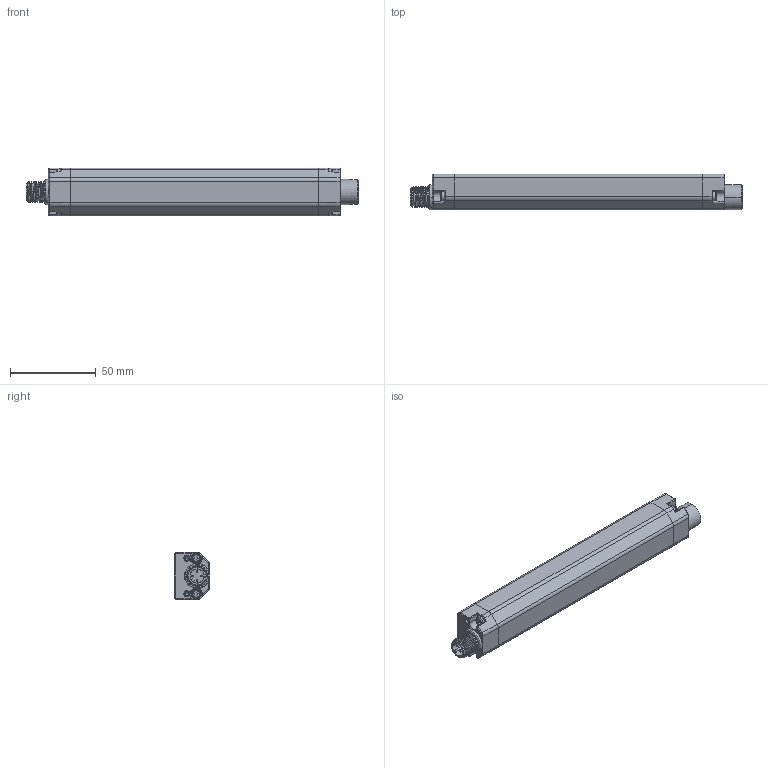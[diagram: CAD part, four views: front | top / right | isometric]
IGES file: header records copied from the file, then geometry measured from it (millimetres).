
Start section:  PTC IGES file: 154516.igs
Global section: file name: 154516.igs; native system: Pro/ENGINEER by Parametric Technology Corporation; preprocessor: 2009141; author: banengservice; organization: Unknown; date: 20101102.125724; units: inch
Bounding box: 194 x 21 x 28 mm (x, y, z)
Volume: 41541.7 mm3; surface area: 47423 mm2
Topology: 1 solids, 1 shells, 1101 faces, 2779 edges, 1708 vertices
Faces by surface type: revolution 600, bspline 501
